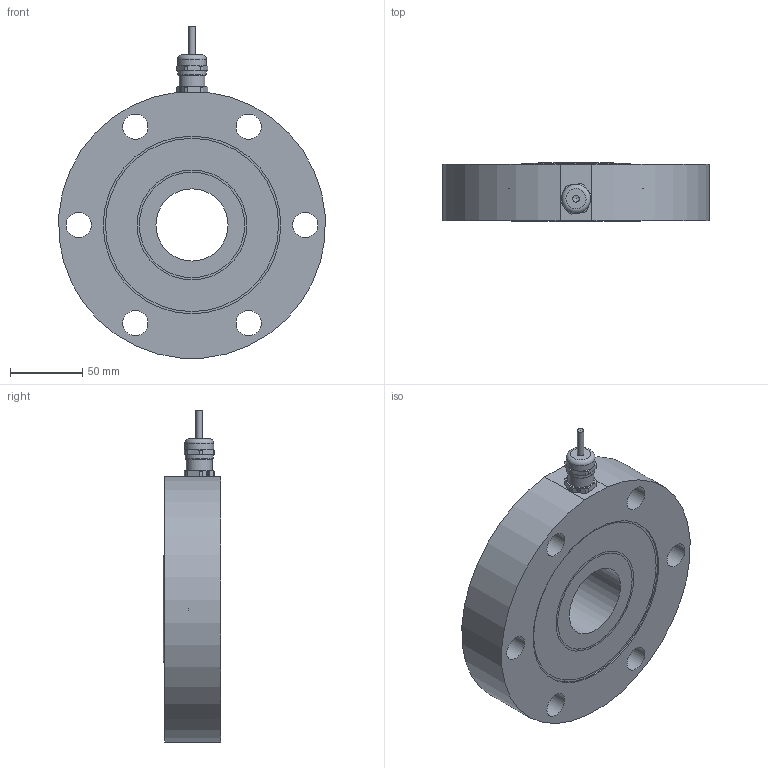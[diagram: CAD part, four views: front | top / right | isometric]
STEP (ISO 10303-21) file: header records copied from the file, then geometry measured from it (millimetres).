
FILE_DESCRIPTION (( 'STEP AP214' ), '1' );
FILE_NAME ('a_RKS01E-100k...200k-T STEP.STEP', '2024-09-20T12:16:09', ( '' ), ( '' ), 'SwSTEP 2.0', 'SolidWorks 2023', '' );
FILE_SCHEMA (( 'AUTOMOTIVE_DESIGN' ));
Length unit declared in the file: millimetre
Products named in the file (1): a_RKS01E-100k...200k-T STEP
Bounding box: 184.55 x 40 x 230 mm (x, y, z)
Volume: 845998 mm3; surface area: 99681.5 mm2
Topology: 4 solids, 6 shells, 133 faces, 297 edges, 190 vertices
Faces by surface type: plane 53, cylinder 53, cone 23, torus 4
Full cylindrical faces by diameter (mm): 4 x1, 4.5 x3, 14.16 x2, 14.5 x1, 16 x1, 17.5 x6, 18 x1, 19.6 x1, 19.98 x1, 26 x6, 50 x1, 73 x1, 76 x2, 120 x2, 123 x1
Entity records: 3534 total; most frequent: CARTESIAN_POINT 658, DIRECTION 610, ORIENTED_EDGE 488, AXIS2_PLACEMENT_3D 262, EDGE_CURVE 244, EDGE_LOOP 212, VERTEX_POINT 182, FACE_OUTER_BOUND 167
